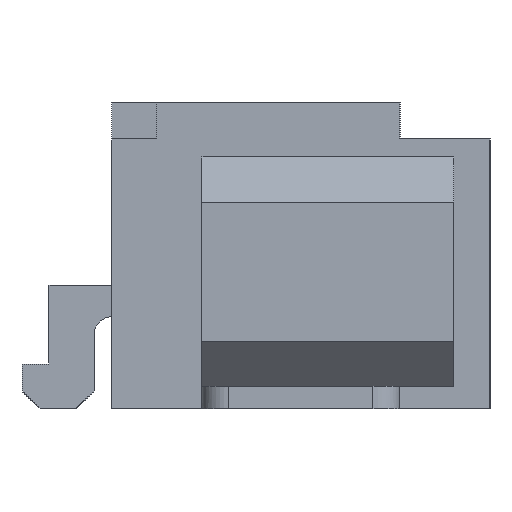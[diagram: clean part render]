
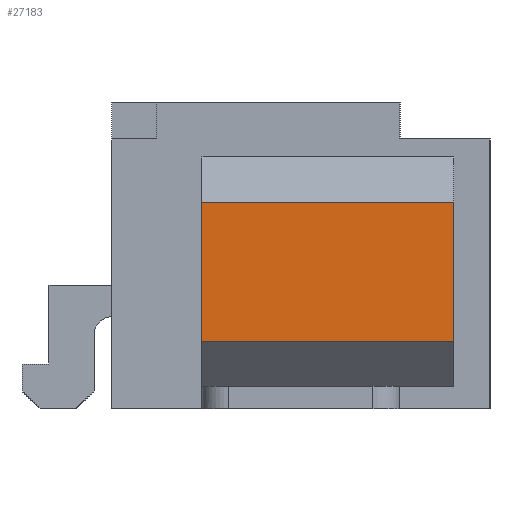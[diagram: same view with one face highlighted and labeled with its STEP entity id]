
A CAD part, left-side view. The second image highlights one B-rep face of the part: STEP entity #27183.
In plain terms, the highlighted planar face has unit normal (-1, 0, 0).
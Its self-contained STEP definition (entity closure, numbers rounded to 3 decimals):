
#10043 = PLANE('',#10044);
#10044 = AXIS2_PLACEMENT_3D('',#10045,#10046,#10047);
#10045 = CARTESIAN_POINT('',(-8.375,-0.35,0.25));
#10046 = DIRECTION('',(0.,-1.,0.));
#10047 = DIRECTION('',(0.,0.,-1.));
#10265 = PLANE('',#10266);
#10266 = AXIS2_PLACEMENT_3D('',#10267,#10268,#10269);
#10267 = CARTESIAN_POINT('',(-8.375,-3.15,0.25));
#10268 = DIRECTION('',(0.,-1.,0.));
#10269 = DIRECTION('',(0.,0.,-1.));
#21308 = PLANE('',#21309);
#21309 = AXIS2_PLACEMENT_3D('',#21310,#21311,#21312);
#21310 = CARTESIAN_POINT('',(-10.125,-0.35,2.3));
#21311 = DIRECTION('',(0.,0.,1.));
#21312 = DIRECTION('',(1.,0.,0.));
#21392 = VERTEX_POINT('',#21393);
#21393 = CARTESIAN_POINT('',(-10.125,-3.15,2.3));
#21414 = EDGE_CURVE('',#21415,#21392,#21417,.T.);
#21415 = VERTEX_POINT('',#21416);
#21416 = CARTESIAN_POINT('',(-10.125,-3.15,0.75));
#21417 = SURFACE_CURVE('',#21418,(#21422,#21429),.PCURVE_S1.);
#21418 = LINE('',#21419,#21420);
#21419 = CARTESIAN_POINT('',(-10.125,-3.15,0.75));
#21420 = VECTOR('',#21421,1.);
#21421 = DIRECTION('',(0.,0.,1.));
#21422 = PCURVE('',#10265,#21423);
#21423 = DEFINITIONAL_REPRESENTATION('',(#21424),#21428);
#21424 = LINE('',#21425,#21426);
#21425 = CARTESIAN_POINT('',(-0.5,-1.75));
#21426 = VECTOR('',#21427,1.);
#21427 = DIRECTION('',(-1.,0.));
#21428 = ( GEOMETRIC_REPRESENTATION_CONTEXT(2)
PARAMETRIC_REPRESENTATION_CONTEXT() REPRESENTATION_CONTEXT('2D SPACE',''
) );
#21429 = PCURVE('',#21430,#21435);
#21430 = PLANE('',#21431);
#21431 = AXIS2_PLACEMENT_3D('',#21432,#21433,#21434);
#21432 = CARTESIAN_POINT('',(-10.125,-0.35,0.75));
#21433 = DIRECTION('',(-1.,0.,0.));
#21434 = DIRECTION('',(0.,0.,1.));
#21435 = DEFINITIONAL_REPRESENTATION('',(#21436),#21440);
#21436 = LINE('',#21437,#21438);
#21437 = CARTESIAN_POINT('',(0.,-2.8));
#21438 = VECTOR('',#21439,1.);
#21439 = DIRECTION('',(1.,0.));
#21440 = ( GEOMETRIC_REPRESENTATION_CONTEXT(2)
PARAMETRIC_REPRESENTATION_CONTEXT() REPRESENTATION_CONTEXT('2D SPACE',''
) );
#21456 = PLANE('',#21457);
#21457 = AXIS2_PLACEMENT_3D('',#21458,#21459,#21460);
#21458 = CARTESIAN_POINT('',(-9.625,-0.35,0.25));
#21459 = DIRECTION('',(-0.707,0.,-0.707));
#21460 = DIRECTION('',(-0.707,0.,0.707));
#22184 = VERTEX_POINT('',#22185);
#22185 = CARTESIAN_POINT('',(-10.125,-0.35,2.3));
#22206 = EDGE_CURVE('',#22207,#22184,#22209,.T.);
#22207 = VERTEX_POINT('',#22208);
#22208 = CARTESIAN_POINT('',(-10.125,-0.35,0.75));
#22209 = SURFACE_CURVE('',#22210,(#22214,#22221),.PCURVE_S1.);
#22210 = LINE('',#22211,#22212);
#22211 = CARTESIAN_POINT('',(-10.125,-0.35,0.75));
#22212 = VECTOR('',#22213,1.);
#22213 = DIRECTION('',(0.,0.,1.));
#22214 = PCURVE('',#10043,#22215);
#22215 = DEFINITIONAL_REPRESENTATION('',(#22216),#22220);
#22216 = LINE('',#22217,#22218);
#22217 = CARTESIAN_POINT('',(-0.5,-1.75));
#22218 = VECTOR('',#22219,1.);
#22219 = DIRECTION('',(-1.,0.));
#22220 = ( GEOMETRIC_REPRESENTATION_CONTEXT(2)
PARAMETRIC_REPRESENTATION_CONTEXT() REPRESENTATION_CONTEXT('2D SPACE',''
) );
#22221 = PCURVE('',#21430,#22222);
#22222 = DEFINITIONAL_REPRESENTATION('',(#22223),#22227);
#22223 = LINE('',#22224,#22225);
#22224 = CARTESIAN_POINT('',(0.,0.));
#22225 = VECTOR('',#22226,1.);
#22226 = DIRECTION('',(1.,0.));
#22227 = ( GEOMETRIC_REPRESENTATION_CONTEXT(2)
PARAMETRIC_REPRESENTATION_CONTEXT() REPRESENTATION_CONTEXT('2D SPACE',''
) );
#27084 = EDGE_CURVE('',#22184,#21392,#27085,.T.);
#27085 = SURFACE_CURVE('',#27086,(#27090,#27097),.PCURVE_S1.);
#27086 = LINE('',#27087,#27088);
#27087 = CARTESIAN_POINT('',(-10.125,-0.35,2.3));
#27088 = VECTOR('',#27089,1.);
#27089 = DIRECTION('',(0.,-1.,0.));
#27090 = PCURVE('',#21308,#27091);
#27091 = DEFINITIONAL_REPRESENTATION('',(#27092),#27096);
#27092 = LINE('',#27093,#27094);
#27093 = CARTESIAN_POINT('',(0.,0.));
#27094 = VECTOR('',#27095,1.);
#27095 = DIRECTION('',(0.,-1.));
#27096 = ( GEOMETRIC_REPRESENTATION_CONTEXT(2)
PARAMETRIC_REPRESENTATION_CONTEXT() REPRESENTATION_CONTEXT('2D SPACE',''
) );
#27097 = PCURVE('',#21430,#27098);
#27098 = DEFINITIONAL_REPRESENTATION('',(#27099),#27103);
#27099 = LINE('',#27100,#27101);
#27100 = CARTESIAN_POINT('',(1.55,0.));
#27101 = VECTOR('',#27102,1.);
#27102 = DIRECTION('',(0.,-1.));
#27103 = ( GEOMETRIC_REPRESENTATION_CONTEXT(2)
PARAMETRIC_REPRESENTATION_CONTEXT() REPRESENTATION_CONTEXT('2D SPACE',''
) );
#27162 = EDGE_CURVE('',#22207,#21415,#27163,.T.);
#27163 = SURFACE_CURVE('',#27164,(#27168,#27175),.PCURVE_S1.);
#27164 = LINE('',#27165,#27166);
#27165 = CARTESIAN_POINT('',(-10.125,-0.35,0.75));
#27166 = VECTOR('',#27167,1.);
#27167 = DIRECTION('',(0.,-1.,0.));
#27168 = PCURVE('',#21456,#27169);
#27169 = DEFINITIONAL_REPRESENTATION('',(#27170),#27174);
#27170 = LINE('',#27171,#27172);
#27171 = CARTESIAN_POINT('',(0.707,0.));
#27172 = VECTOR('',#27173,1.);
#27173 = DIRECTION('',(0.,-1.));
#27174 = ( GEOMETRIC_REPRESENTATION_CONTEXT(2)
PARAMETRIC_REPRESENTATION_CONTEXT() REPRESENTATION_CONTEXT('2D SPACE',''
) );
#27175 = PCURVE('',#21430,#27176);
#27176 = DEFINITIONAL_REPRESENTATION('',(#27177),#27181);
#27177 = LINE('',#27178,#27179);
#27178 = CARTESIAN_POINT('',(0.,0.));
#27179 = VECTOR('',#27180,1.);
#27180 = DIRECTION('',(0.,-1.));
#27181 = ( GEOMETRIC_REPRESENTATION_CONTEXT(2)
PARAMETRIC_REPRESENTATION_CONTEXT() REPRESENTATION_CONTEXT('2D SPACE',''
) );
#27183 = ADVANCED_FACE('',(#27184),#21430,.T.);
#27184 = FACE_BOUND('',#27185,.T.);
#27185 = EDGE_LOOP('',(#27186,#27187,#27188,#27189));
#27186 = ORIENTED_EDGE('',*,*,#27162,.T.);
#27187 = ORIENTED_EDGE('',*,*,#21414,.T.);
#27188 = ORIENTED_EDGE('',*,*,#27084,.F.);
#27189 = ORIENTED_EDGE('',*,*,#22206,.F.);
